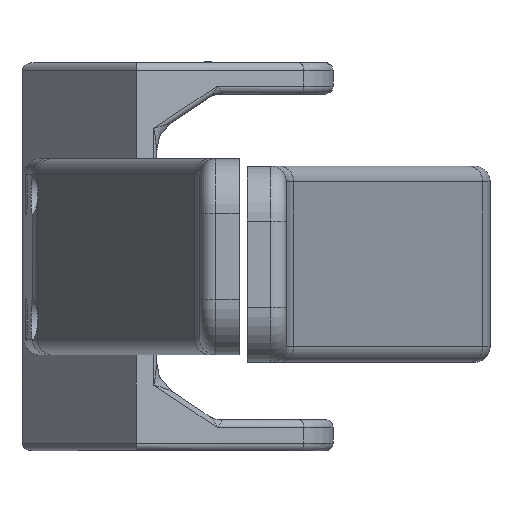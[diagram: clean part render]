
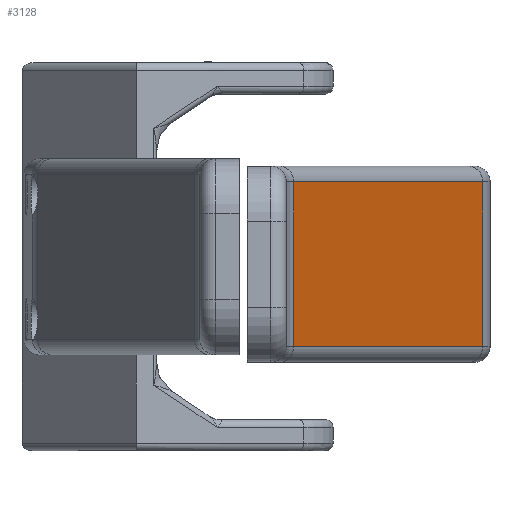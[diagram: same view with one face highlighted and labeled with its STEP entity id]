
A CAD part, front view. The second image highlights one B-rep face of the part: STEP entity #3128.
In plain terms, the highlighted planar face has unit normal (0.906, -0.423, 0).
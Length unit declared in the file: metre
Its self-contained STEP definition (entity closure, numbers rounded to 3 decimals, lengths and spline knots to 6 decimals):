
#1081=ORIENTED_EDGE('',*,*,#1601,.T.);
#1082=ORIENTED_EDGE('',*,*,#1602,.T.);
#1083=ORIENTED_EDGE('',*,*,#1603,.T.);
#1084=ORIENTED_EDGE('',*,*,#1604,.T.);
#1601=EDGE_CURVE('',#1926,#1927,#2075,.F.);
#1602=EDGE_CURVE('',#1927,#1928,#2076,.F.);
#1603=EDGE_CURVE('',#1928,#1929,#2077,.T.);
#1604=EDGE_CURVE('',#1929,#1926,#2078,.T.);
#1926=VERTEX_POINT('',#5662);
#1927=VERTEX_POINT('',#5663);
#1928=VERTEX_POINT('',#5665);
#1929=VERTEX_POINT('',#5667);
#2075=LINE('',#5661,#2211);
#2076=LINE('',#5664,#2212);
#2077=LINE('',#5666,#2213);
#2078=LINE('',#5668,#2214);
#2211=VECTOR('',#4486,1.);
#2212=VECTOR('',#4487,1.);
#2213=VECTOR('',#4488,1.);
#2214=VECTOR('',#4489,1.);
#2517=EDGE_LOOP('',(#1081,#1082,#1083,#1084));
#2853=FACE_BOUND('',#2517,.T.);
#2958=PLANE('',#3566);
#3128=ADVANCED_FACE('',(#2853),#2958,.F.);
#3566=AXIS2_PLACEMENT_3D('',#5660,#4484,#4485);
#4484=DIRECTION('',(-0.906,0.423,0.));
#4485=DIRECTION('',(-0.423,-0.906,0.));
#4486=DIRECTION('',(0.,0.,1.));
#4487=DIRECTION('',(-0.423,-0.906,0.));
#4488=DIRECTION('',(0.,0.,1.));
#4489=DIRECTION('',(-0.423,-0.906,0.));
#5660=CARTESIAN_POINT('',(-0.000121,-0.096512,-0.027061));
#5661=CARTESIAN_POINT('',(-0.012169,-0.122349,-0.027061));
#5662=CARTESIAN_POINT('',(-0.012169,-0.122349,-0.004061));
#5663=CARTESIAN_POINT('',(-0.012169,-0.122349,-0.025061));
#5664=CARTESIAN_POINT('',(0.011927,-0.070675,-0.025061));
#5665=CARTESIAN_POINT('',(0.011927,-0.070675,-0.025061));
#5666=CARTESIAN_POINT('',(0.011927,-0.070675,-0.002061));
#5667=CARTESIAN_POINT('',(0.011927,-0.070675,-0.004061));
#5668=CARTESIAN_POINT('',(-0.000121,-0.096512,-0.004061));
